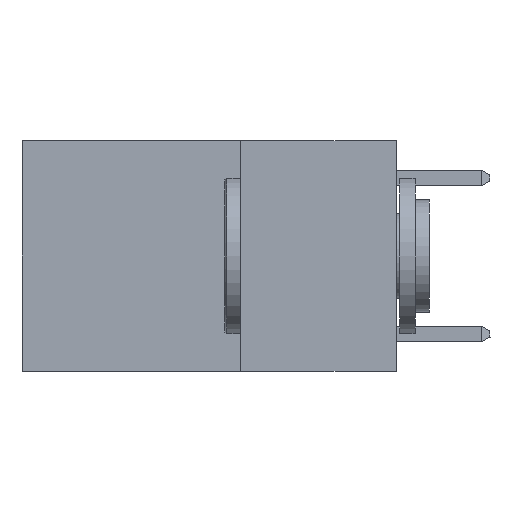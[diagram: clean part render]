
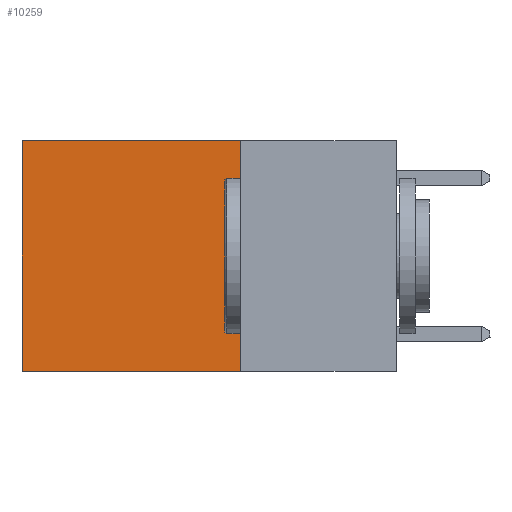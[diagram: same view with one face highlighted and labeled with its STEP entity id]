
A CAD part, left-side view. The second image highlights one B-rep face of the part: STEP entity #10259.
In plain terms, the highlighted planar face has unit normal (-1, 0, 0).
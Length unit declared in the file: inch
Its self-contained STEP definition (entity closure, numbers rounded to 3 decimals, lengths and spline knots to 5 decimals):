
#114 = EDGE_CURVE ( 'NONE', #20259, #18899, #10324, .T. ) ;
#117 = CARTESIAN_POINT ( 'NONE',  ( 0.2625, 0.25, 0. ) ) ;
#1007 = DIRECTION ( 'NONE',  ( 0., 0., -1. ) ) ;
#1608 = ORIENTED_EDGE ( 'NONE', *, *, #6249, .T. ) ;
#1752 = ORIENTED_EDGE ( 'NONE', *, *, #114, .F. ) ;
#1789 = ORIENTED_EDGE ( 'NONE', *, *, #4308, .F. ) ;
#2120 = LINE ( 'NONE', #7215, #2331 ) ;
#2165 = ORIENTED_EDGE ( 'NONE', *, *, #17434, .T. ) ;
#2331 = VECTOR ( 'NONE', #7191, 39.37008 ) ;
#3941 = VERTEX_POINT ( 'NONE', #15429 ) ;
#4109 = PLANE ( 'NONE',  #16343 ) ;
#4189 = DIRECTION ( 'NONE',  ( 0., 0., -1. ) ) ;
#4308 = EDGE_CURVE ( 'NONE', #3941, #20259, #2120, .T. ) ;
#4988 = VECTOR ( 'NONE', #8026, 39.37008 ) ;
#5169 = LINE ( 'NONE', #14851, #4988 ) ;
#6249 = EDGE_CURVE ( 'NONE', #18789, #18899, #14620, .T. ) ;
#7191 = DIRECTION ( 'NONE',  ( 0., 0., -1. ) ) ;
#7215 = CARTESIAN_POINT ( 'NONE',  ( 0.2625, 0.25, 0. ) ) ;
#8026 = DIRECTION ( 'NONE',  ( 0., 1., 0. ) ) ;
#10259 = ADVANCED_FACE ( 'NONE', ( #11650 ), #4109, .F. ) ;
#10324 = LINE ( 'NONE', #21582, #10580 ) ;
#10571 = CARTESIAN_POINT ( 'NONE',  ( 0.2625, 0.6, -0.37 ) ) ;
#10580 = VECTOR ( 'NONE', #21425, 39.37008 ) ;
#11650 = FACE_OUTER_BOUND ( 'NONE', #20295, .T. ) ;
#13844 = VECTOR ( 'NONE', #1007, 39.37008 ) ;
#14620 = LINE ( 'NONE', #22192, #13844 ) ;
#14851 = CARTESIAN_POINT ( 'NONE',  ( 0.2625, 0.25, 0. ) ) ;
#14903 = DIRECTION ( 'NONE',  ( 1., 0., 0. ) ) ;
#15429 = CARTESIAN_POINT ( 'NONE',  ( 0.2625, 0.25, 0. ) ) ;
#16343 = AXIS2_PLACEMENT_3D ( 'NONE', #117, #14903, #4189 ) ;
#17434 = EDGE_CURVE ( 'NONE', #3941, #18789, #5169, .T. ) ;
#17730 = CARTESIAN_POINT ( 'NONE',  ( 0.2625, 0.25, -0.37 ) ) ;
#18751 = CARTESIAN_POINT ( 'NONE',  ( 0.2625, 0.6, 0. ) ) ;
#18789 = VERTEX_POINT ( 'NONE', #18751 ) ;
#18899 = VERTEX_POINT ( 'NONE', #10571 ) ;
#20259 = VERTEX_POINT ( 'NONE', #17730 ) ;
#20295 = EDGE_LOOP ( 'NONE', ( #1608, #1752, #1789, #2165 ) ) ;
#21425 = DIRECTION ( 'NONE',  ( 0., 1., 0. ) ) ;
#21582 = CARTESIAN_POINT ( 'NONE',  ( 0.2625, 0.25, -0.37 ) ) ;
#22192 = CARTESIAN_POINT ( 'NONE',  ( 0.2625, 0.6, 0. ) ) ;
